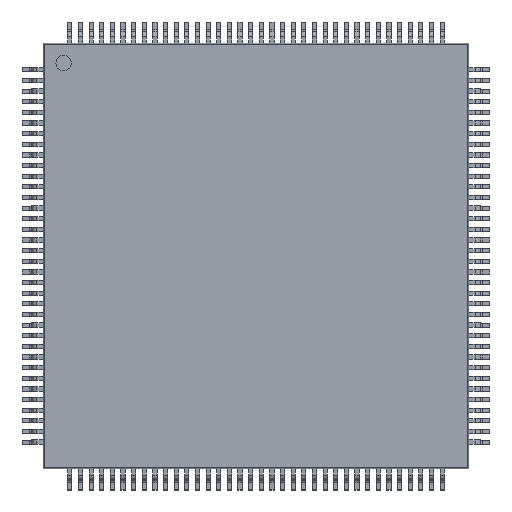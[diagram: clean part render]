
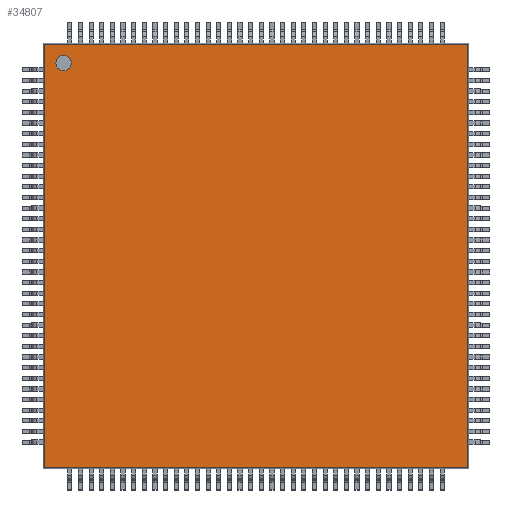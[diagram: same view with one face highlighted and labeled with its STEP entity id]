
A CAD part, top view. The second image highlights one B-rep face of the part: STEP entity #34807.
In plain terms, the highlighted planar face has unit normal (0, 0, 1).
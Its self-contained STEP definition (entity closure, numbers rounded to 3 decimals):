
#158=FACE_BOUND('',#3803,.T.);
#168=PLANE('',#36999);
#1770=FACE_OUTER_BOUND('',#3802,.T.);
#3802=EDGE_LOOP('',(#23827,#23828,#23829,#23830));
#3803=EDGE_LOOP('',(#23831));
#5839=LINE('',#50644,#9900);
#5842=LINE('',#50649,#9903);
#5844=LINE('',#50653,#9905);
#5845=LINE('',#50655,#9906);
#9900=VECTOR('',#40207,1000.);
#9903=VECTOR('',#40212,1000.);
#9905=VECTOR('',#40216,1000.);
#9906=VECTOR('',#40219,1000.);
#13947=CIRCLE('',#36988,0.361);
#15101=VERTEX_POINT('',#50610);
#15111=VERTEX_POINT('',#50641);
#15112=VERTEX_POINT('',#50643);
#15113=VERTEX_POINT('',#50647);
#15114=VERTEX_POINT('',#50651);
#18575=EDGE_CURVE('',#15101,#15101,#13947,.T.);
#18591=EDGE_CURVE('',#15112,#15111,#5839,.T.);
#18594=EDGE_CURVE('',#15111,#15113,#5842,.T.);
#18596=EDGE_CURVE('',#15113,#15114,#5844,.T.);
#18597=EDGE_CURVE('',#15114,#15112,#5845,.T.);
#23827=ORIENTED_EDGE('',*,*,#18591,.T.);
#23828=ORIENTED_EDGE('',*,*,#18594,.T.);
#23829=ORIENTED_EDGE('',*,*,#18596,.T.);
#23830=ORIENTED_EDGE('',*,*,#18597,.T.);
#23831=ORIENTED_EDGE('',*,*,#18575,.T.);
#34807=ADVANCED_FACE('',(#1770,#158),#168,.T.);
#36988=AXIS2_PLACEMENT_3D('',#50611,#40177,#40178);
#36999=AXIS2_PLACEMENT_3D('',#50656,#40220,#40221);
#40177=DIRECTION('center_axis',(0.,0.,-1.));
#40178=DIRECTION('ref_axis',(-1.,0.,0.));
#40207=DIRECTION('',(-1.,0.,0.));
#40212=DIRECTION('',(0.,-1.,0.));
#40216=DIRECTION('',(1.,0.,0.));
#40219=DIRECTION('',(0.,1.,0.));
#40220=DIRECTION('center_axis',(0.,0.,1.));
#40221=DIRECTION('ref_axis',(0.,-1.,0.));
#50610=CARTESIAN_POINT('',(-8.683,9.153,1.602));
#50611=CARTESIAN_POINT('Origin',(-9.045,9.153,1.602));
#50641=CARTESIAN_POINT('',(-9.923,10.011,1.602));
#50643=CARTESIAN_POINT('',(9.923,10.011,1.602));
#50644=CARTESIAN_POINT('',(10.,10.011,1.602));
#50647=CARTESIAN_POINT('',(-9.923,-9.834,1.602));
#50649=CARTESIAN_POINT('',(-9.923,10.088,1.602));
#50651=CARTESIAN_POINT('',(9.923,-9.834,1.602));
#50653=CARTESIAN_POINT('',(-10.,-9.834,1.602));
#50655=CARTESIAN_POINT('',(9.923,-9.912,1.602));
#50656=CARTESIAN_POINT('Origin',(0.,0.088,1.602));
